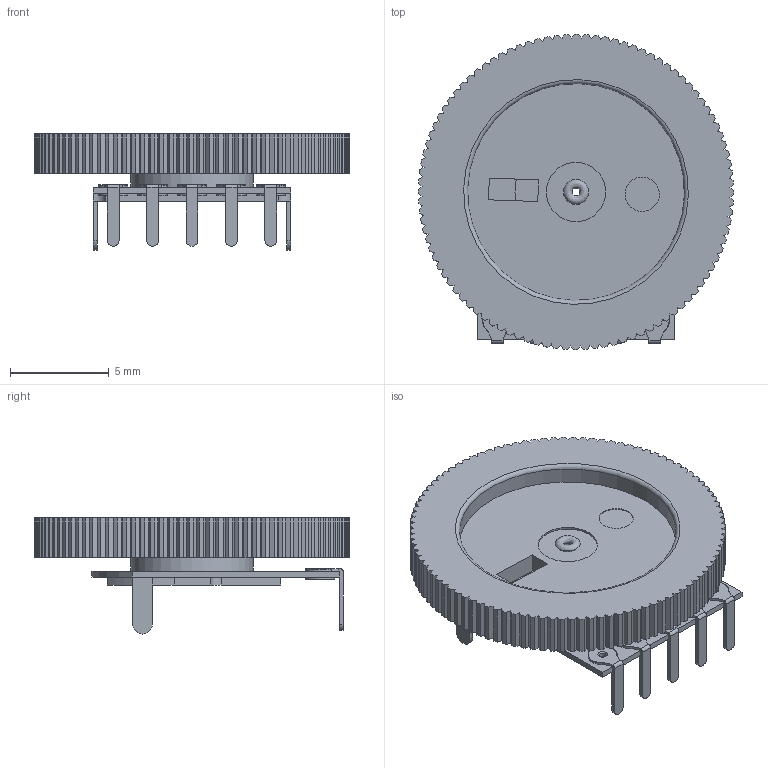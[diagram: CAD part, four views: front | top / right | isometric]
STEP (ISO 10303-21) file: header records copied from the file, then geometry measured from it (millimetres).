
FILE_DESCRIPTION(('FreeCAD Model'),'2;1');
FILE_NAME('Open CASCADE Shape Model','2023-08-20T18:21:54',(''),(''), 'Open CASCADE STEP processor 7.6','FreeCAD','Unknown');
FILE_SCHEMA(('AUTOMOTIVE_DESIGN { 1 0 10303 214 1 1 1 1 }'));
Length unit declared in the file: millimetre
Products named in the file (9): potentiometre 5pin; brochage; supp metalliq; disque; pin; pin001; pin002; pin003; pin004
Assembly tree (8 placements, depth 2):
  potentiometre 5pin
    brochage
    supp metalliq
    disque
    pin
    pin001
    pin002
    pin003
    pin004
Bounding box: 16 x 16 x 5.89 mm (x, y, z)
Volume: 383.6 mm3; surface area: 1086.5 mm2
Topology: 8 solids, 8 shells, 475 faces, 1338 edges, 894 vertices
Faces by surface type: plane 295, cylinder 151, revolution 26, cone 2, torus 1
Full cylindrical faces by diameter (mm): 0.352 x5, 0.417 x1, 0.486 x1, 0.597 x5, 0.6 x5, 0.635 x1, 1 x1, 1.478 x5, 1.741 x1, 2.151 x1, 3 x1, 6.194 x1, 11 x1
Entity records: 32348 total; most frequent: CARTESIAN_POINT 7303, DIRECTION 4056, ORIENTED_EDGE 2676, PCURVE 2676, DEFINITIONAL_REPRESENTATION 2676, LINE 2021, VECTOR 2021, EDGE_CURVE 1338
